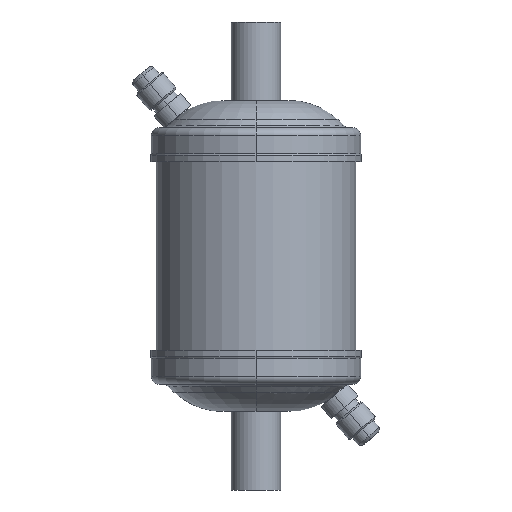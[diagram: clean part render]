
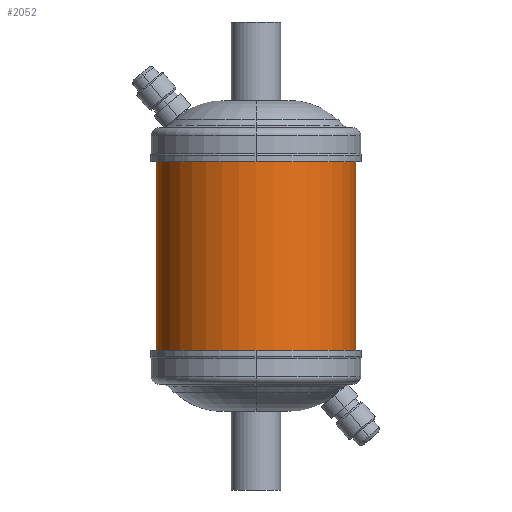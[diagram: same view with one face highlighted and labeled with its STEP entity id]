
A CAD part, front view. The second image highlights one B-rep face of the part: STEP entity #2052.
In plain terms, the highlighted cylindrical face has radius 31.75 mm (diameter 63.5 mm), a partial arc.
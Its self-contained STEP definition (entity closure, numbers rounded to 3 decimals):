
#3 = VERTEX_POINT ( 'NONE', #1245 ) ;
#63 = EDGE_CURVE ( 'NONE', #3, #126, #1398, .T. ) ;
#69 = DIRECTION ( 'NONE',  ( 0., 0., -1. ) ) ;
#87 = ORIENTED_EDGE ( 'NONE', *, *, #601, .F. ) ;
#126 = VERTEX_POINT ( 'NONE', #1045 ) ;
#197 = ORIENTED_EDGE ( 'NONE', *, *, #2734, .T. ) ;
#418 = VERTEX_POINT ( 'NONE', #810 ) ;
#427 = CARTESIAN_POINT ( 'NONE',  ( 0., 0., 38.5 ) ) ;
#463 = EDGE_CURVE ( 'NONE', #1733, #418, #1042, .T. ) ;
#596 = CARTESIAN_POINT ( 'NONE',  ( 0., 0., 30. ) ) ;
#601 = EDGE_CURVE ( 'NONE', #418, #3, #1512, .T. ) ;
#810 = CARTESIAN_POINT ( 'NONE',  ( 31.75, 0., 30. ) ) ;
#1042 = CIRCLE ( 'NONE', #2117, 31.75 ) ;
#1045 = CARTESIAN_POINT ( 'NONE',  ( -31.75, 0., -30. ) ) ;
#1070 = DIRECTION ( 'NONE',  ( 0., 0., 1. ) ) ;
#1101 = CARTESIAN_POINT ( 'NONE',  ( 31.75, 0., 38.5 ) ) ;
#1230 = CARTESIAN_POINT ( 'NONE',  ( -31.75, 0., 30. ) ) ;
#1245 = CARTESIAN_POINT ( 'NONE',  ( 31.75, 0., -30. ) ) ;
#1398 = CIRCLE ( 'NONE', #2239, 31.75 ) ;
#1509 = ORIENTED_EDGE ( 'NONE', *, *, #63, .F. ) ;
#1512 = LINE ( 'NONE', #1101, #2286 ) ;
#1588 = EDGE_LOOP ( 'NONE', ( #87, #2272, #197, #1509 ) ) ;
#1677 = CYLINDRICAL_SURFACE ( 'NONE', #1752, 31.75 ) ;
#1689 = DIRECTION ( 'NONE',  ( 0., 0., -1. ) ) ;
#1690 = DIRECTION ( 'NONE',  ( 0., 0., -1. ) ) ;
#1694 = DIRECTION ( 'NONE',  ( 0., 0., -1. ) ) ;
#1709 = DIRECTION ( 'NONE',  ( -1., 0., 0. ) ) ;
#1733 = VERTEX_POINT ( 'NONE', #1230 ) ;
#1752 = AXIS2_PLACEMENT_3D ( 'NONE', #427, #1690, #1709 ) ;
#1890 = LINE ( 'NONE', #2739, #2273 ) ;
#1929 = FACE_OUTER_BOUND ( 'NONE', #1588, .T. ) ;
#2052 = ADVANCED_FACE ( 'NONE', ( #1929 ), #1677, .T. ) ;
#2117 = AXIS2_PLACEMENT_3D ( 'NONE', #596, #1070, #2553 ) ;
#2122 = DIRECTION ( 'NONE',  ( -1., 0., 0. ) ) ;
#2239 = AXIS2_PLACEMENT_3D ( 'NONE', #2254, #1689, #2122 ) ;
#2254 = CARTESIAN_POINT ( 'NONE',  ( 0., 0., -30. ) ) ;
#2272 = ORIENTED_EDGE ( 'NONE', *, *, #463, .F. ) ;
#2273 = VECTOR ( 'NONE', #1694, 1000. ) ;
#2286 = VECTOR ( 'NONE', #69, 1000. ) ;
#2553 = DIRECTION ( 'NONE',  ( 1., 0., 0. ) ) ;
#2734 = EDGE_CURVE ( 'NONE', #1733, #126, #1890, .T. ) ;
#2739 = CARTESIAN_POINT ( 'NONE',  ( -31.75, 0., 38.5 ) ) ;
